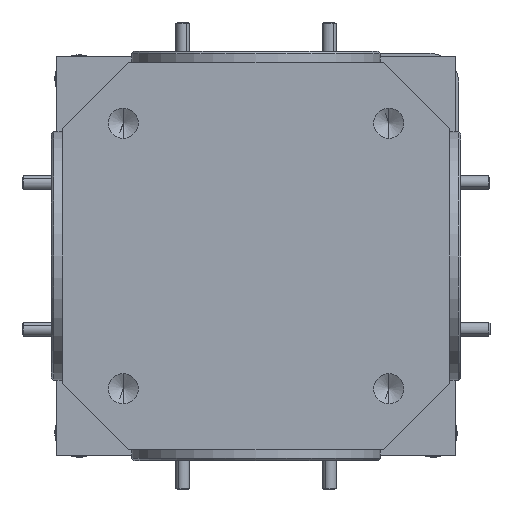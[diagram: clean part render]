
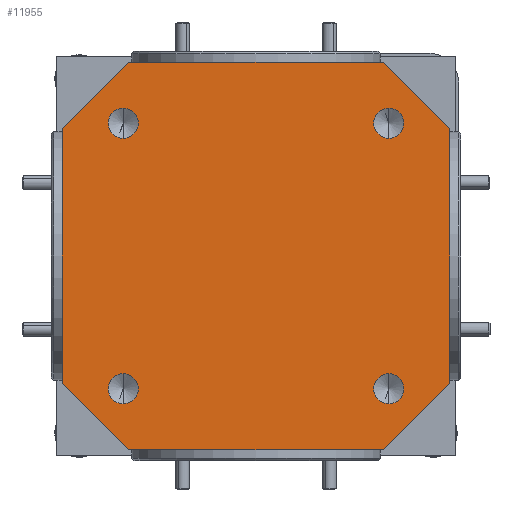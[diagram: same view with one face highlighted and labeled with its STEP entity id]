
A CAD part, front view. The second image highlights one B-rep face of the part: STEP entity #11955.
In plain terms, the highlighted planar face has unit normal (0, -1, 0).
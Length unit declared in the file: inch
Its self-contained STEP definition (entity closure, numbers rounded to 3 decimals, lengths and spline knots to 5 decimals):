
#278 = FACE_BOUND ( 'NONE', #24473, .T. ) ;
#904 = CARTESIAN_POINT ( 'NONE',  ( 0.575, 0., -0.875 ) ) ;
#1484 = CARTESIAN_POINT ( 'NONE',  ( -0.875, 0., 0.875 ) ) ;
#1707 = VERTEX_POINT ( 'NONE', #32337 ) ;
#2233 = CARTESIAN_POINT ( 'NONE',  ( -0.6, 0., 0.6 ) ) ;
#2449 = CARTESIAN_POINT ( 'NONE',  ( -0.6, 0., -0.668 ) ) ;
#2596 = AXIS2_PLACEMENT_3D ( 'NONE', #11103, #23957, #31023 ) ;
#3259 = CARTESIAN_POINT ( 'NONE',  ( 0., 0., 0. ) ) ;
#3437 = ORIENTED_EDGE ( 'NONE', *, *, #21748, .T. ) ;
#3479 = FACE_BOUND ( 'NONE', #27944, .T. ) ;
#4389 = VERTEX_POINT ( 'NONE', #20027 ) ;
#4571 = DIRECTION ( 'NONE',  ( 0., -1., 0. ) ) ;
#5049 = EDGE_LOOP ( 'NONE', ( #13295, #6653 ) ) ;
#5559 = EDGE_CURVE ( 'NONE', #32582, #12236, #25285, .T. ) ;
#5592 = ORIENTED_EDGE ( 'NONE', *, *, #36420, .F. ) ;
#5703 = DIRECTION ( 'NONE',  ( 0., 0., -1. ) ) ;
#6426 = CARTESIAN_POINT ( 'NONE',  ( 0.6, 0., -0.532 ) ) ;
#6464 = ORIENTED_EDGE ( 'NONE', *, *, #6657, .F. ) ;
#6653 = ORIENTED_EDGE ( 'NONE', *, *, #14339, .F. ) ;
#6657 = EDGE_CURVE ( 'NONE', #9933, #1707, #10627, .T. ) ;
#6691 = LINE ( 'NONE', #13107, #8266 ) ;
#6934 = CARTESIAN_POINT ( 'NONE',  ( -0.875, 0., -0.875 ) ) ;
#7046 = CARTESIAN_POINT ( 'NONE',  ( -0.575, 0., 0.875 ) ) ;
#7344 = VECTOR ( 'NONE', #27769, 39.37008 ) ;
#7381 = VERTEX_POINT ( 'NONE', #7046 ) ;
#7405 = CARTESIAN_POINT ( 'NONE',  ( -0.6, 0., 0.6 ) ) ;
#7724 = LINE ( 'NONE', #10502, #14889 ) ;
#7785 = ORIENTED_EDGE ( 'NONE', *, *, #14152, .F. ) ;
#7798 = CARTESIAN_POINT ( 'NONE',  ( -0.6, 0., -0.6 ) ) ;
#8266 = VECTOR ( 'NONE', #39419, 39.37008 ) ;
#8914 = ORIENTED_EDGE ( 'NONE', *, *, #14568, .F. ) ;
#9333 = DIRECTION ( 'NONE',  ( 0., 0., -1. ) ) ;
#9381 = ORIENTED_EDGE ( 'NONE', *, *, #28818, .F. ) ;
#9513 = CIRCLE ( 'NONE', #25905, 0.068 ) ;
#9933 = VERTEX_POINT ( 'NONE', #2449 ) ;
#10135 = LINE ( 'NONE', #6934, #15649 ) ;
#10502 = CARTESIAN_POINT ( 'NONE',  ( -0.725, 0., -0.725 ) ) ;
#10534 = CARTESIAN_POINT ( 'NONE',  ( -0.6, 0., 0.668 ) ) ;
#10627 = CIRCLE ( 'NONE', #14702, 0.068 ) ;
#10706 = DIRECTION ( 'NONE',  ( 0.707, 0., -0.707 ) ) ;
#10783 = CARTESIAN_POINT ( 'NONE',  ( 0.6, 0., 0.668 ) ) ;
#10869 = ORIENTED_EDGE ( 'NONE', *, *, #5559, .F. ) ;
#11103 = CARTESIAN_POINT ( 'NONE',  ( 0.6, 0., 0.6 ) ) ;
#11132 = CARTESIAN_POINT ( 'NONE',  ( -0.875, 0., 0.575 ) ) ;
#11815 = EDGE_LOOP ( 'NONE', ( #5592, #9381 ) ) ;
#11955 = ADVANCED_FACE ( 'NONE', ( #16735, #3479, #278, #19969, #13322 ), #33035, .T. ) ;
#12071 = DIRECTION ( 'NONE',  ( 0., -1., 0. ) ) ;
#12236 = VERTEX_POINT ( 'NONE', #10534 ) ;
#12276 = DIRECTION ( 'NONE',  ( 0., -1., 0. ) ) ;
#12855 = CIRCLE ( 'NONE', #21753, 0.068 ) ;
#13107 = CARTESIAN_POINT ( 'NONE',  ( -0.875, 0., 0.875 ) ) ;
#13295 = ORIENTED_EDGE ( 'NONE', *, *, #18189, .F. ) ;
#13322 = FACE_OUTER_BOUND ( 'NONE', #13644, .T. ) ;
#13644 = EDGE_LOOP ( 'NONE', ( #29593, #37846, #25130, #26983, #7785, #26566, #31911, #3437 ) ) ;
#13973 = CARTESIAN_POINT ( 'NONE',  ( -0.6, 0., 0.532 ) ) ;
#14152 = EDGE_CURVE ( 'NONE', #31388, #15135, #39797, .T. ) ;
#14339 = EDGE_CURVE ( 'NONE', #40222, #4389, #12855, .T. ) ;
#14568 = EDGE_CURVE ( 'NONE', #12236, #32582, #33413, .T. ) ;
#14702 = AXIS2_PLACEMENT_3D ( 'NONE', #16070, #35783, #25501 ) ;
#14889 = VECTOR ( 'NONE', #10706, 39.37008 ) ;
#15135 = VERTEX_POINT ( 'NONE', #11132 ) ;
#15476 = DIRECTION ( 'NONE',  ( 0., 0., -1. ) ) ;
#15622 = LINE ( 'NONE', #35547, #33369 ) ;
#15649 = VECTOR ( 'NONE', #23200, 39.37008 ) ;
#15876 = VECTOR ( 'NONE', #22040, 39.37008 ) ;
#16070 = CARTESIAN_POINT ( 'NONE',  ( -0.6, 0., -0.6 ) ) ;
#16735 = FACE_BOUND ( 'NONE', #5049, .T. ) ;
#17626 = DIRECTION ( 'NONE',  ( 0., 0., -1. ) ) ;
#17812 = AXIS2_PLACEMENT_3D ( 'NONE', #19403, #32475, #9333 ) ;
#18189 = EDGE_CURVE ( 'NONE', #4389, #40222, #21554, .T. ) ;
#18537 = DIRECTION ( 'NONE',  ( 0., -1., 0. ) ) ;
#18567 = VERTEX_POINT ( 'NONE', #33264 ) ;
#18807 = VERTEX_POINT ( 'NONE', #33192 ) ;
#18947 = VERTEX_POINT ( 'NONE', #904 ) ;
#19403 = CARTESIAN_POINT ( 'NONE',  ( 0.6, 0., 0.6 ) ) ;
#19969 = FACE_BOUND ( 'NONE', #11815, .T. ) ;
#20027 = CARTESIAN_POINT ( 'NONE',  ( 0.6, 0., -0.668 ) ) ;
#20867 = LINE ( 'NONE', #37751, #38922 ) ;
#21554 = CIRCLE ( 'NONE', #24268, 0.068 ) ;
#21666 = VERTEX_POINT ( 'NONE', #27361 ) ;
#21748 = EDGE_CURVE ( 'NONE', #18947, #18807, #34388, .T. ) ;
#21753 = AXIS2_PLACEMENT_3D ( 'NONE', #34399, #18537, #5703 ) ;
#22040 = DIRECTION ( 'NONE',  ( -0.707, 0., -0.707 ) ) ;
#22671 = CARTESIAN_POINT ( 'NONE',  ( -0.725, 0., 0.725 ) ) ;
#23200 = DIRECTION ( 'NONE',  ( -1., 0., 0. ) ) ;
#23254 = DIRECTION ( 'NONE',  ( 0., 0., -1. ) ) ;
#23957 = DIRECTION ( 'NONE',  ( 0., -1., 0. ) ) ;
#23998 = EDGE_CURVE ( 'NONE', #29813, #18567, #20867, .T. ) ;
#24268 = AXIS2_PLACEMENT_3D ( 'NONE', #41392, #12071, #31162 ) ;
#24473 = EDGE_LOOP ( 'NONE', ( #10869, #8914 ) ) ;
#25130 = ORIENTED_EDGE ( 'NONE', *, *, #41737, .F. ) ;
#25285 = CIRCLE ( 'NONE', #25981, 0.068 ) ;
#25501 = DIRECTION ( 'NONE',  ( 0., 0., -1. ) ) ;
#25905 = AXIS2_PLACEMENT_3D ( 'NONE', #7798, #4571, #17626 ) ;
#25981 = AXIS2_PLACEMENT_3D ( 'NONE', #2233, #12276, #15476 ) ;
#26075 = EDGE_CURVE ( 'NONE', #18947, #21666, #10135, .T. ) ;
#26244 = EDGE_CURVE ( 'NONE', #29813, #18807, #15622, .T. ) ;
#26408 = DIRECTION ( 'NONE',  ( 0., -1., 0. ) ) ;
#26566 = ORIENTED_EDGE ( 'NONE', *, *, #27854, .T. ) ;
#26983 = ORIENTED_EDGE ( 'NONE', *, *, #31080, .T. ) ;
#27361 = CARTESIAN_POINT ( 'NONE',  ( -0.575, 0., -0.875 ) ) ;
#27769 = DIRECTION ( 'NONE',  ( 0.707, 0., 0.707 ) ) ;
#27854 = EDGE_CURVE ( 'NONE', #31388, #21666, #7724, .T. ) ;
#27944 = EDGE_LOOP ( 'NONE', ( #6464, #35065 ) ) ;
#28580 = VECTOR ( 'NONE', #30603, 39.37008 ) ;
#28717 = DIRECTION ( 'NONE',  ( 0., 0., -1. ) ) ;
#28818 = EDGE_CURVE ( 'NONE', #35067, #41608, #30162, .T. ) ;
#29593 = ORIENTED_EDGE ( 'NONE', *, *, #26244, .F. ) ;
#29813 = VERTEX_POINT ( 'NONE', #39537 ) ;
#30162 = CIRCLE ( 'NONE', #17812, 0.068 ) ;
#30603 = DIRECTION ( 'NONE',  ( 0., 0., 1. ) ) ;
#31023 = DIRECTION ( 'NONE',  ( 0., 0., -1. ) ) ;
#31080 = EDGE_CURVE ( 'NONE', #7381, #15135, #38078, .T. ) ;
#31162 = DIRECTION ( 'NONE',  ( 0., 0., -1. ) ) ;
#31388 = VERTEX_POINT ( 'NONE', #35939 ) ;
#31911 = ORIENTED_EDGE ( 'NONE', *, *, #26075, .F. ) ;
#32337 = CARTESIAN_POINT ( 'NONE',  ( -0.6, 0., -0.532 ) ) ;
#32475 = DIRECTION ( 'NONE',  ( 0., -1., 0. ) ) ;
#32582 = VERTEX_POINT ( 'NONE', #13973 ) ;
#33035 = PLANE ( 'NONE',  #33790 ) ;
#33192 = CARTESIAN_POINT ( 'NONE',  ( 0.875, 0., -0.575 ) ) ;
#33264 = CARTESIAN_POINT ( 'NONE',  ( 0.575, 0., 0.875 ) ) ;
#33369 = VECTOR ( 'NONE', #28717, 39.37008 ) ;
#33413 = CIRCLE ( 'NONE', #39532, 0.068 ) ;
#33790 = AXIS2_PLACEMENT_3D ( 'NONE', #3259, #26408, #38791 ) ;
#34388 = LINE ( 'NONE', #40780, #7344 ) ;
#34399 = CARTESIAN_POINT ( 'NONE',  ( 0.6, 0., -0.6 ) ) ;
#34751 = DIRECTION ( 'NONE',  ( -0.707, 0., 0.707 ) ) ;
#35065 = ORIENTED_EDGE ( 'NONE', *, *, #39226, .F. ) ;
#35067 = VERTEX_POINT ( 'NONE', #10783 ) ;
#35547 = CARTESIAN_POINT ( 'NONE',  ( 0.875, 0., 0.875 ) ) ;
#35591 = CARTESIAN_POINT ( 'NONE',  ( 0.6, 0., 0.532 ) ) ;
#35783 = DIRECTION ( 'NONE',  ( 0., -1., 0. ) ) ;
#35939 = CARTESIAN_POINT ( 'NONE',  ( -0.875, 0., -0.575 ) ) ;
#36420 = EDGE_CURVE ( 'NONE', #41608, #35067, #38133, .T. ) ;
#37751 = CARTESIAN_POINT ( 'NONE',  ( 0.725, 0., 0.725 ) ) ;
#37846 = ORIENTED_EDGE ( 'NONE', *, *, #23998, .T. ) ;
#38078 = LINE ( 'NONE', #22671, #15876 ) ;
#38133 = CIRCLE ( 'NONE', #2596, 0.068 ) ;
#38791 = DIRECTION ( 'NONE',  ( 0., 0., -1. ) ) ;
#38922 = VECTOR ( 'NONE', #34751, 39.37008 ) ;
#39226 = EDGE_CURVE ( 'NONE', #1707, #9933, #9513, .T. ) ;
#39419 = DIRECTION ( 'NONE',  ( 1., 0., 0. ) ) ;
#39532 = AXIS2_PLACEMENT_3D ( 'NONE', #7405, #39920, #23254 ) ;
#39537 = CARTESIAN_POINT ( 'NONE',  ( 0.875, 0., 0.575 ) ) ;
#39797 = LINE ( 'NONE', #1484, #28580 ) ;
#39920 = DIRECTION ( 'NONE',  ( 0., -1., 0. ) ) ;
#40222 = VERTEX_POINT ( 'NONE', #6426 ) ;
#40780 = CARTESIAN_POINT ( 'NONE',  ( 0.725, 0., -0.725 ) ) ;
#41392 = CARTESIAN_POINT ( 'NONE',  ( 0.6, 0., -0.6 ) ) ;
#41608 = VERTEX_POINT ( 'NONE', #35591 ) ;
#41737 = EDGE_CURVE ( 'NONE', #7381, #18567, #6691, .T. ) ;
